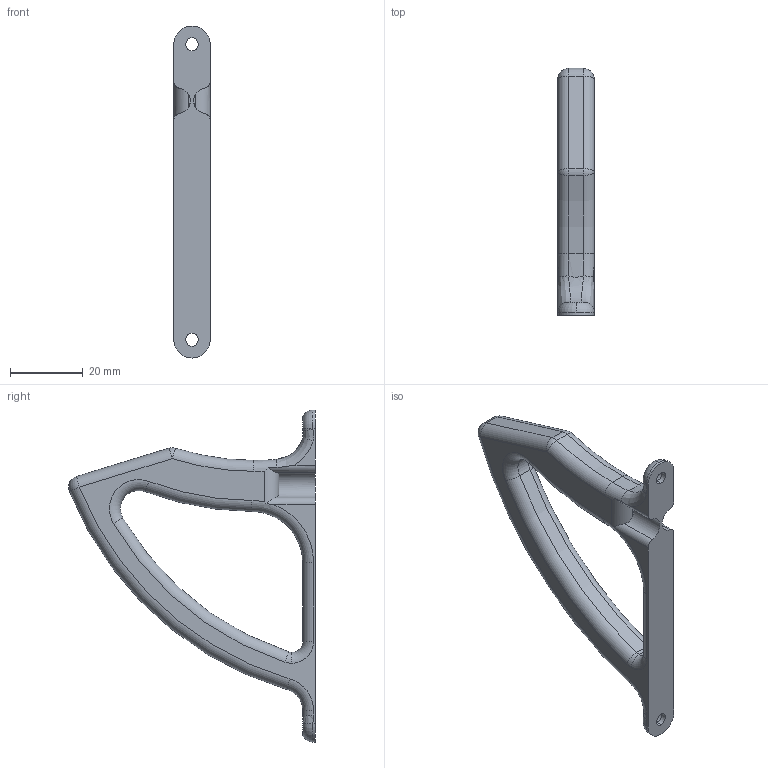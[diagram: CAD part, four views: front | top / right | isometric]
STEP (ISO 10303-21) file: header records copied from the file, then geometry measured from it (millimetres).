
FILE_DESCRIPTION (( 'STEP AP214' ), '1' );
FILE_NAME ('support-leg.STEP', '2025-12-13T00:38:23', ( '' ), ( '' ), 'SwSTEP 2.0', 'SolidWorks 2021', '' );
FILE_SCHEMA (( 'AUTOMOTIVE_DESIGN' ));
Length unit declared in the file: millimetre
Products named in the file (1): support-leg
Bounding box: 10 x 67.67 x 91 mm (x, y, z)
Volume: 17181.3 mm3; surface area: 7357.9 mm2
Topology: 1 solids, 1 shells, 86 faces, 217 edges, 129 vertices
Faces by surface type: cylinder 37, torus 24, plane 12, bspline 9, sphere 4
Entity records: 3086 total; most frequent: CARTESIAN_POINT 995, DIRECTION 469, ORIENTED_EDGE 426, EDGE_CURVE 213, AXIS2_PLACEMENT_3D 207, CIRCLE 129, VERTEX_POINT 127, EDGE_LOOP 90
